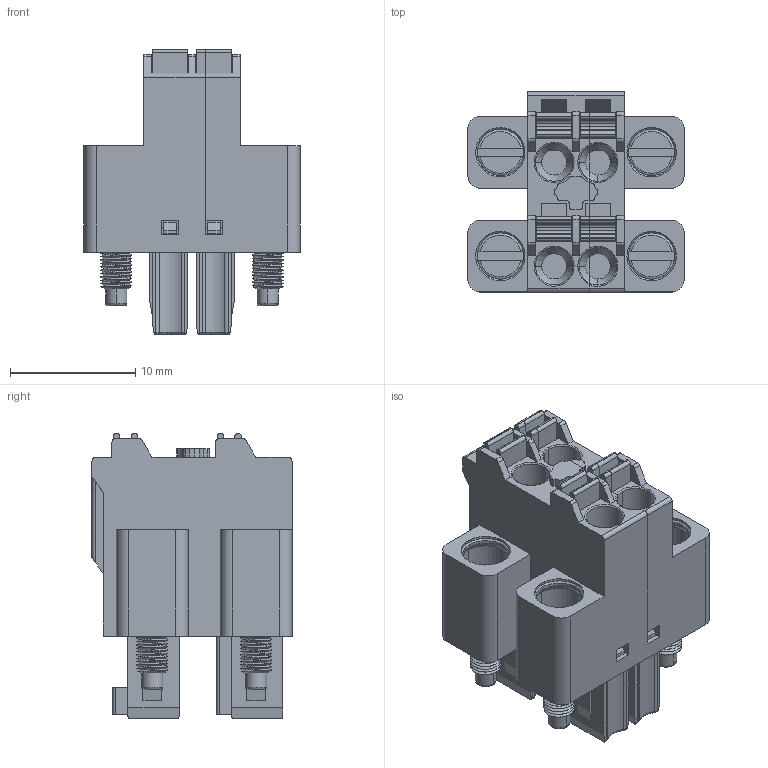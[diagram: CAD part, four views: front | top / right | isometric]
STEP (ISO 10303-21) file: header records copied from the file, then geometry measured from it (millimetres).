
FILE_DESCRIPTION( ('This file contains a STEP AP42 implementation' ,'as created by ZW3D STEP Interface translator.') ,'2;1' );
FILE_NAME( 'WJ15EDGKNM-B-3.5-2x02P-1000A.stp' ,'231117.151410', (''), ('ZWCAD Software Co.'), 'Version 1.0', 'ZW3D to STEP translator', '' );
FILE_SCHEMA(('AUTOMOTIVE_DESIGN { 1 0 10303 214 1 1 1 1 }'));
Length unit declared in the file: millimetre
Products named in the file (2): 0; WJ15EDGKNM-B-3.5-2x02P-1000A
Bounding box: 17.3 x 16 x 22.81 mm (x, y, z)
Surface area: 4214.8 mm2 (no closed solid volume)
Topology: 0 solids, 1 shells, 1232 faces, 3382 edges, 2134 vertices
Faces by surface type: plane 648, bspline 416, cylinder 88, cone 80
Entity records: 55100 total; most frequent: CARTESIAN_POINT 24531, ORIENTED_EDGE 6740, DIRECTION 5315, EDGE_CURVE 3364, VECTOR 2177, LINE 2177, VERTEX_POINT 2140, AXIS2_PLACEMENT_3D 1569
